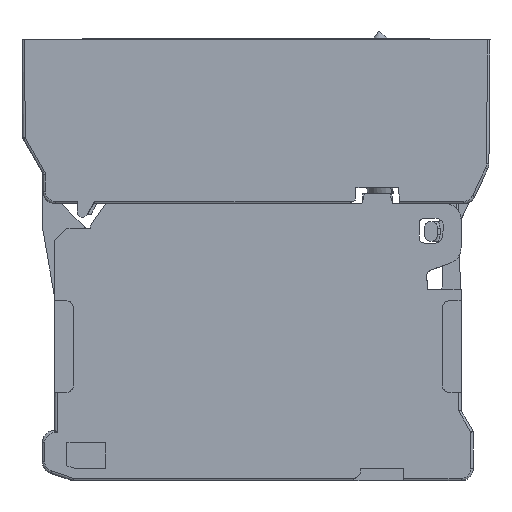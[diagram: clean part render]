
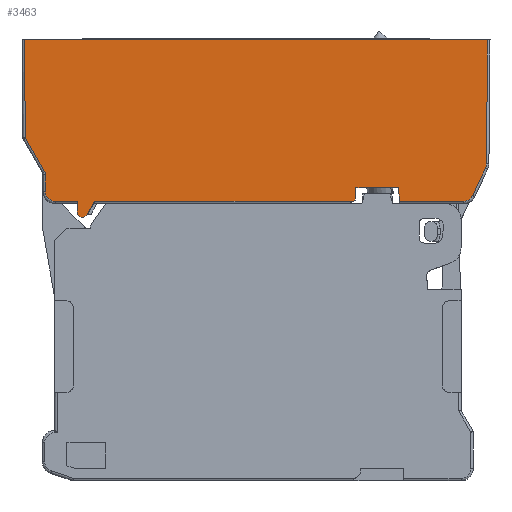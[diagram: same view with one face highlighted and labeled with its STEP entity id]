
A CAD part, left-side view. The second image highlights one B-rep face of the part: STEP entity #3463.
In plain terms, the highlighted planar face has unit normal (-1, 0, -0.009).
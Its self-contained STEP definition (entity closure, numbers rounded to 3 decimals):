
#1369=PLANE('',#33341);
#2347=ELLIPSE('',#33135,0.8,0.8);
#2348=ELLIPSE('',#33139,0.8,0.8);
#2353=ELLIPSE('',#33149,0.1,0.1);
#2409=ELLIPSE('',#33339,0.5,0.5);
#2410=ELLIPSE('',#33340,0.8,0.8);
#3463=ADVANCED_FACE('',(#5059),#1369,.T.);
#5059=FACE_OUTER_BOUND('',#6486,.T.);
#6486=EDGE_LOOP('',(#19462,#19463,#19464,#19465,#19466,#19467,#19468,#19469,
#19470,#19471,#19472,#19473,#19474,#19475,#19476,#19477,#19478,#19479,#19480,
#19481,#19482,#19483,#19484));
#9281=LINE('',#51871,#12550);
#9380=LINE('',#52717,#12649);
#9382=LINE('',#52739,#12651);
#9383=LINE('',#52759,#12652);
#9386=LINE('',#52769,#12655);
#9388=LINE('',#52777,#12657);
#9390=LINE('',#52798,#12659);
#9392=LINE('',#52806,#12661);
#9497=LINE('',#53080,#12766);
#9501=LINE('',#53089,#12770);
#9504=LINE('',#53095,#12773);
#9520=LINE('',#53127,#12789);
#9523=LINE('',#53132,#12792);
#9704=LINE('',#53899,#12973);
#9705=LINE('',#53902,#12974);
#9706=LINE('',#53904,#12975);
#9707=LINE('',#53906,#12976);
#9708=LINE('',#53908,#12977);
#12550=VECTOR('',#39302,1.);
#12649=VECTOR('',#39627,1.);
#12651=VECTOR('',#39639,1.);
#12652=VECTOR('',#39648,1.);
#12655=VECTOR('',#39657,1.);
#12657=VECTOR('',#39665,1.);
#12659=VECTOR('',#39675,1.);
#12661=VECTOR('',#39683,1.);
#12766=VECTOR('',#39888,1.);
#12770=VECTOR('',#39894,1.);
#12773=VECTOR('',#39899,1.);
#12789=VECTOR('',#39927,1.);
#12792=VECTOR('',#39932,1.);
#12973=VECTOR('',#40365,1.);
#12974=VECTOR('',#40370,1.);
#12975=VECTOR('',#40371,1.);
#12976=VECTOR('',#40372,1.);
#12977=VECTOR('',#40373,1.);
#19462=ORIENTED_EDGE('',*,*,#29017,.T.);
#19463=ORIENTED_EDGE('',*,*,#29019,.T.);
#19464=ORIENTED_EDGE('',*,*,#29468,.F.);
#19465=ORIENTED_EDGE('',*,*,#29028,.T.);
#19466=ORIENTED_EDGE('',*,*,#29030,.T.);
#19467=ORIENTED_EDGE('',*,*,#29033,.T.);
#19468=ORIENTED_EDGE('',*,*,#29469,.T.);
#19469=ORIENTED_EDGE('',*,*,#29037,.T.);
#19470=ORIENTED_EDGE('',*,*,#29470,.T.);
#19471=ORIENTED_EDGE('',*,*,#28804,.T.);
#19472=ORIENTED_EDGE('',*,*,#29196,.T.);
#19473=ORIENTED_EDGE('',*,*,#29173,.T.);
#19474=ORIENTED_EDGE('',*,*,#29177,.T.);
#19475=ORIENTED_EDGE('',*,*,#29180,.T.);
#19476=ORIENTED_EDGE('',*,*,#29199,.T.);
#19477=ORIENTED_EDGE('',*,*,#29024,.T.);
#19478=ORIENTED_EDGE('',*,*,#29471,.T.);
#19479=ORIENTED_EDGE('',*,*,#29472,.T.);
#19480=ORIENTED_EDGE('',*,*,#29473,.T.);
#19481=ORIENTED_EDGE('',*,*,#29474,.T.);
#19482=ORIENTED_EDGE('',*,*,#29009,.T.);
#19483=ORIENTED_EDGE('',*,*,#29012,.T.);
#19484=ORIENTED_EDGE('',*,*,#29015,.T.);
#24237=VERTEX_POINT('',#51865);
#24240=VERTEX_POINT('',#51870);
#24431=VERTEX_POINT('',#52712);
#24433=VERTEX_POINT('',#52716);
#24435=VERTEX_POINT('',#52722);
#24436=VERTEX_POINT('',#52738);
#24437=VERTEX_POINT('',#52742);
#24438=VERTEX_POINT('',#52757);
#24441=VERTEX_POINT('',#52764);
#24443=VERTEX_POINT('',#52768);
#24445=VERTEX_POINT('',#52773);
#24446=VERTEX_POINT('',#52776);
#24447=VERTEX_POINT('',#52780);
#24449=VERTEX_POINT('',#52797);
#24450=VERTEX_POINT('',#52801);
#24452=VERTEX_POINT('',#52805);
#24560=VERTEX_POINT('',#53081);
#24561=VERTEX_POINT('',#53082);
#24564=VERTEX_POINT('',#53090);
#24566=VERTEX_POINT('',#53096);
#24783=VERTEX_POINT('',#53903);
#24784=VERTEX_POINT('',#53905);
#24785=VERTEX_POINT('',#53907);
#28804=EDGE_CURVE('',#24237,#24240,#9281,.T.);
#29009=EDGE_CURVE('',#24431,#24433,#9380,.T.);
#29012=EDGE_CURVE('',#24433,#24435,#2347,.T.);
#29015=EDGE_CURVE('',#24435,#24436,#9382,.T.);
#29017=EDGE_CURVE('',#24436,#24437,#2348,.T.);
#29019=EDGE_CURVE('',#24437,#24438,#9383,.T.);
#29024=EDGE_CURVE('',#24441,#24443,#9386,.T.);
#29028=EDGE_CURVE('',#24445,#24446,#9388,.T.);
#29030=EDGE_CURVE('',#24446,#24447,#2353,.T.);
#29033=EDGE_CURVE('',#24447,#24449,#9390,.T.);
#29037=EDGE_CURVE('',#24450,#24452,#9392,.T.);
#29173=EDGE_CURVE('',#24560,#24561,#9497,.T.);
#29177=EDGE_CURVE('',#24561,#24564,#9501,.T.);
#29180=EDGE_CURVE('',#24564,#24566,#9504,.T.);
#29196=EDGE_CURVE('',#24240,#24560,#9520,.T.);
#29199=EDGE_CURVE('',#24566,#24441,#9523,.T.);
#29468=EDGE_CURVE('',#24445,#24438,#9704,.T.);
#29469=EDGE_CURVE('',#24449,#24450,#2409,.T.);
#29470=EDGE_CURVE('',#24452,#24237,#2410,.T.);
#29471=EDGE_CURVE('',#24443,#24783,#9705,.T.);
#29472=EDGE_CURVE('',#24783,#24784,#9706,.T.);
#29473=EDGE_CURVE('',#24784,#24785,#9707,.T.);
#29474=EDGE_CURVE('',#24785,#24431,#9708,.T.);
#33135=AXIS2_PLACEMENT_3D('',#52723,#39634,#39635);
#33139=AXIS2_PLACEMENT_3D('',#52743,#39644,#39645);
#33149=AXIS2_PLACEMENT_3D('',#52781,#39670,#39671);
#33339=AXIS2_PLACEMENT_3D('',#53900,#40366,#40367);
#33340=AXIS2_PLACEMENT_3D('',#53901,#40368,#40369);
#33341=AXIS2_PLACEMENT_3D('',#53909,#40374,#40375);
#39302=DIRECTION('',(0.,-1.,0.));
#39627=DIRECTION('',(0.,-1.,0.));
#39634=DIRECTION('',(-1.,0.,-0.009));
#39635=DIRECTION('',(0.009,0.,-1.));
#39639=DIRECTION('',(-0.008,-0.423,0.906));
#39644=DIRECTION('',(-1.,0.,-0.009));
#39645=DIRECTION('',(-0.009,0.,1.));
#39648=DIRECTION('',(-0.009,-0.009,1.));
#39657=DIRECTION('',(0.,-1.,0.));
#39665=DIRECTION('',(0.009,-0.009,-1.));
#39670=DIRECTION('',(-1.,0.,-0.009));
#39671=DIRECTION('',(0.009,0.,-1.));
#39675=DIRECTION('',(0.008,-0.5,-0.866));
#39683=DIRECTION('',(0.009,0.,-1.));
#39888=DIRECTION('',(0.006,-0.707,-0.707));
#39894=DIRECTION('',(0.,-1.,0.));
#39899=DIRECTION('',(-0.006,-0.707,0.707));
#39927=DIRECTION('',(0.009,0.,-1.));
#39932=DIRECTION('',(-0.008,-0.5,0.866));
#40365=DIRECTION('',(0.,-1.,0.));
#40366=DIRECTION('',(1.,0.,0.009));
#40367=DIRECTION('',(0.009,0.,-1.));
#40368=DIRECTION('',(-1.,0.,-0.009));
#40369=DIRECTION('',(-0.009,0.,1.));
#40370=DIRECTION('',(-0.004,-0.866,0.5));
#40371=DIRECTION('',(-0.009,-0.052,0.999));
#40372=DIRECTION('',(0.,-1.,0.));
#40373=DIRECTION('',(0.009,-0.052,-0.999));
#40374=DIRECTION('',(-1.,0.,-0.009));
#40375=DIRECTION('',(-0.009,0.,1.));
#51865=CARTESIAN_POINT('',(-14.836,16.3,0.198));
#51870=CARTESIAN_POINT('',(-14.836,14.5,0.198));
#51871=CARTESIAN_POINT('',(-14.836,19.,0.198));
#52712=CARTESIAN_POINT('',(-14.836,-11.642,0.198));
#52716=CARTESIAN_POINT('',(-14.836,-16.863,0.198));
#52717=CARTESIAN_POINT('',(-14.836,19.,0.198));
#52722=CARTESIAN_POINT('',(-14.84,-17.588,0.66));
#52723=CARTESIAN_POINT('',(-14.843,-16.863,0.998));
#52738=CARTESIAN_POINT('',(-14.859,-18.637,2.91));
#52739=CARTESIAN_POINT('',(-14.808,-15.895,-2.971));
#52742=CARTESIAN_POINT('',(-14.862,-18.712,3.242));
#52743=CARTESIAN_POINT('',(-14.862,-17.912,3.249));
#52757=CARTESIAN_POINT('',(-14.95,-18.8,13.3));
#52759=CARTESIAN_POINT('',(-14.947,-18.797,12.97));
#52764=CARTESIAN_POINT('',(-14.836,13.086,0.198));
#52768=CARTESIAN_POINT('',(-14.836,-7.887,0.198));
#52769=CARTESIAN_POINT('',(-14.836,19.,0.198));
#52773=CARTESIAN_POINT('',(-14.95,18.8,13.3));
#52776=CARTESIAN_POINT('',(-14.881,18.731,5.338));
#52777=CARTESIAN_POINT('',(-14.95,18.8,13.302));
#52780=CARTESIAN_POINT('',(-14.88,18.717,5.288));
#52781=CARTESIAN_POINT('',(-14.881,18.631,5.338));
#52797=CARTESIAN_POINT('',(-14.857,17.167,2.604));
#52798=CARTESIAN_POINT('',(-14.934,22.257,11.42));
#52801=CARTESIAN_POINT('',(-14.854,17.1,2.354));
#52805=CARTESIAN_POINT('',(-14.843,17.1,0.998));
#52806=CARTESIAN_POINT('',(-14.95,17.1,13.3));
#53080=CARTESIAN_POINT('',(-14.826,14.494,-0.856));
#53081=CARTESIAN_POINT('',(-14.827,14.5,-0.85));
#53082=CARTESIAN_POINT('',(-14.824,14.2,-1.15));
#53089=CARTESIAN_POINT('',(-14.824,14.2,-1.15));
#53090=CARTESIAN_POINT('',(-14.824,13.991,-1.15));
#53095=CARTESIAN_POINT('',(-14.824,13.997,-1.156));
#53096=CARTESIAN_POINT('',(-14.827,13.691,-0.85));
#53127=CARTESIAN_POINT('',(-14.834,14.5,-0.013));
#53132=CARTESIAN_POINT('',(-14.826,13.696,-0.86));
#53899=CARTESIAN_POINT('',(-14.95,19.,13.3));
#53900=CARTESIAN_POINT('',(-14.854,17.6,2.354));
#53901=CARTESIAN_POINT('',(-14.843,16.3,0.998));
#53902=CARTESIAN_POINT('',(-14.763,6.604,-8.168));
#53903=CARTESIAN_POINT('',(-14.837,-8.063,0.3));
#53904=CARTESIAN_POINT('',(-14.937,-8.669,11.85));
#53905=CARTESIAN_POINT('',(-14.845,-8.116,1.3));
#53906=CARTESIAN_POINT('',(-14.845,19.,1.3));
#53907=CARTESIAN_POINT('',(-14.845,-11.584,1.3));
#53908=CARTESIAN_POINT('',(-14.964,-10.873,14.865));
#53909=CARTESIAN_POINT('',(-14.95,19.,13.3));
